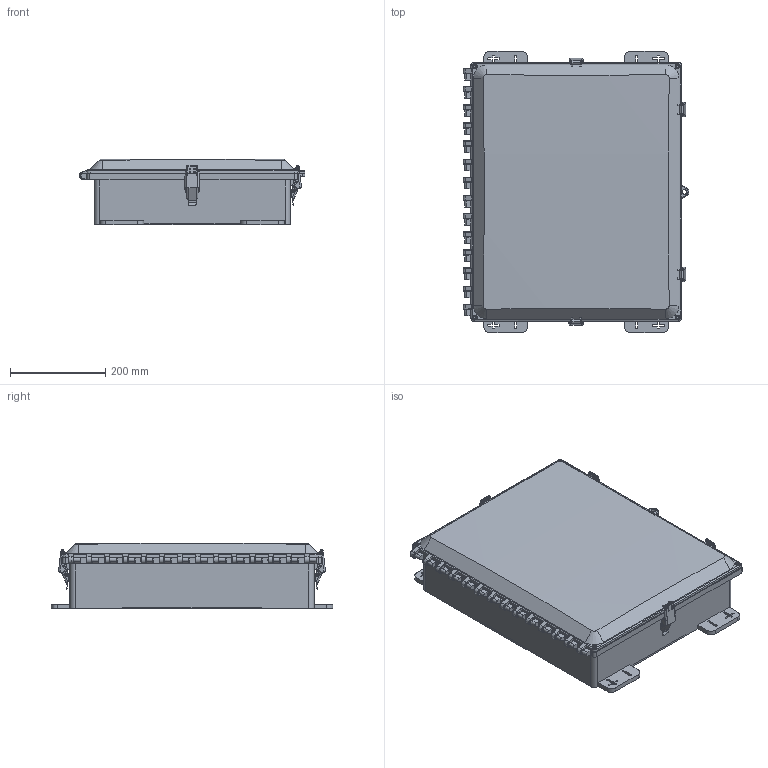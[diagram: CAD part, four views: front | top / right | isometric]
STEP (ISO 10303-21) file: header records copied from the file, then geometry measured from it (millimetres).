
FILE_DESCRIPTION (( 'STEP AP214' ), '1' );
FILE_NAME ('AH20164SS.STEP', '2024-03-07T20:13:12', ( '' ), ( '' ), 'SwSTEP 2.0', 'SolidWorks 2023', '' );
FILE_SCHEMA (( 'AUTOMOTIVE_DESIGN' ));
Length unit declared in the file: inch
Products named in the file (1): AH20164SS
Bounding box: 474.38 x 590.55 x 137.3 mm (x, y, z)
Volume: 2947811 mm3; surface area: 1516985.7 mm2
Topology: 18 solids, 18 shells, 1630 faces, 4393 edges, 2833 vertices
Faces by surface type: plane 766, cylinder 538, bspline 231, sphere 50, torus 23, cone 22
Full cylindrical faces by diameter (mm): 3.048 x4, 3.556 x16, 3.81 x8, 4.76 x21, 4.953 x4, 5.055 x4, 5.309 x8, 6.096 x4, 6.35 x4, 7.518 x4, 7.937 x14, 8.318 x14, 9.525 x2, 9.906 x4, 11.43 x1, 12.38 x21, 15.88 x4
Entity records: 66960 total; most frequent: CARTESIAN_POINT 29457, ORIENTED_EDGE 8268, DIRECTION 6656, EDGE_CURVE 4134, VERTEX_POINT 2765, LINE 2258, VECTOR 2258, AXIS2_PLACEMENT_3D 2199
